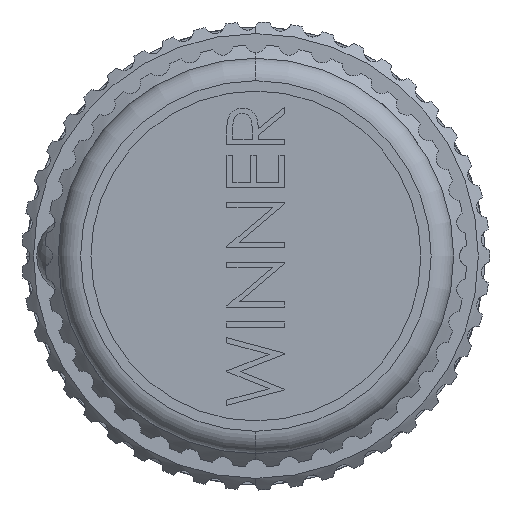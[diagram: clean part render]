
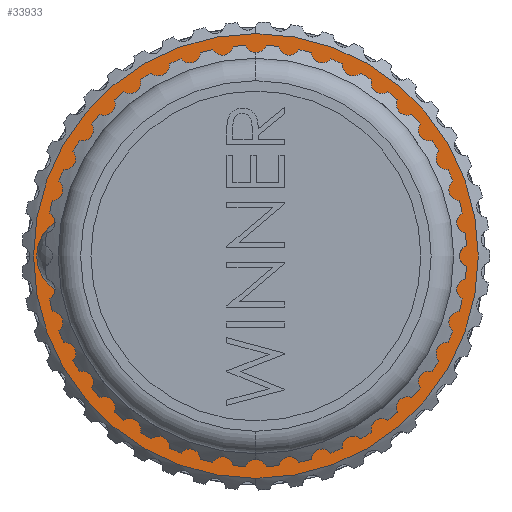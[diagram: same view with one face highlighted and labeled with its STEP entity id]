
A CAD part, left-side view. The second image highlights one B-rep face of the part: STEP entity #33933.
In plain terms, the highlighted planar face has unit normal (-1, 0, 0).
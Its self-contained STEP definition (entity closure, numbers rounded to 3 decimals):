
#138 = AXIS2_PLACEMENT_3D ( 'NONE', #37705, #37710, #37711 ) ;
#3003 = CARTESIAN_POINT ( 'NONE',  ( -17.966, 0., 8.56 ) ) ;
#3244 = CARTESIAN_POINT ( 'NONE',  ( -17.966, 0., -8.56 ) ) ;
#4078 = CARTESIAN_POINT ( 'NONE',  ( -17.966, 0., -15.3 ) ) ;
#4084 = CARTESIAN_POINT ( 'NONE',  ( -17.966, 0., 15.3 ) ) ;
#5167 = CARTESIAN_POINT ( 'NONE',  ( -17.966, 0., 0. ) ) ;
#5168 = DIRECTION ( 'NONE',  ( -1., 0., 0. ) ) ;
#5169 = DIRECTION ( 'NONE',  ( 0., 0., 1. ) ) ;
#5171 = CARTESIAN_POINT ( 'NONE',  ( -17.966, 0., 0. ) ) ;
#5172 = DIRECTION ( 'NONE',  ( -1., 0., 0. ) ) ;
#5173 = DIRECTION ( 'NONE',  ( 0., 0., 1. ) ) ;
#14726 = CIRCLE ( 'NONE', #28411, 8.56 ) ;
#14727 = CIRCLE ( 'NONE', #28414, 15.3 ) ;
#14968 = EDGE_CURVE ( 'NONE', #31870, #31883, #22434, .T. ) ;
#15416 = EDGE_CURVE ( 'NONE', #36389, #36214, #23256, .T. ) ;
#16906 = DIRECTION ( 'NONE',  ( 0., 0., 1. ) ) ;
#16907 = DIRECTION ( 'NONE',  ( -1., 0., 0. ) ) ;
#16908 = CARTESIAN_POINT ( 'NONE',  ( -17.966, 0., 0. ) ) ;
#19520 = ORIENTED_EDGE ( 'NONE', *, *, #27169, .F. ) ;
#19521 = ORIENTED_EDGE ( 'NONE', *, *, #15416, .F. ) ;
#19523 = ORIENTED_EDGE ( 'NONE', *, *, #27173, .T. ) ;
#19525 = ORIENTED_EDGE ( 'NONE', *, *, #14968, .T. ) ;
#20237 = DIRECTION ( 'NONE',  ( 0., 0., 1. ) ) ;
#20238 = DIRECTION ( 'NONE',  ( -1., 0., 0. ) ) ;
#20239 = CARTESIAN_POINT ( 'NONE',  ( -17.966, 0., 0. ) ) ;
#21475 = EDGE_LOOP ( 'NONE', ( #19520, #19521 ) ) ;
#21558 = EDGE_LOOP ( 'NONE', ( #19523, #19525 ) ) ;
#22434 = CIRCLE ( 'NONE', #27884, 15.3 ) ;
#23256 = CIRCLE ( 'NONE', #27911, 8.56 ) ;
#27169 = EDGE_CURVE ( 'NONE', #36214, #36389, #14726, .T. ) ;
#27173 = EDGE_CURVE ( 'NONE', #31883, #31870, #14727, .T. ) ;
#27884 = AXIS2_PLACEMENT_3D ( 'NONE', #20239, #20238, #20237 ) ;
#27911 = AXIS2_PLACEMENT_3D ( 'NONE', #16908, #16907, #16906 ) ;
#28411 = AXIS2_PLACEMENT_3D ( 'NONE', #5167, #5168, #5169 ) ;
#28414 = AXIS2_PLACEMENT_3D ( 'NONE', #5171, #5172, #5173 ) ;
#31870 = VERTEX_POINT ( 'NONE', #4084 ) ;
#31883 = VERTEX_POINT ( 'NONE', #4078 ) ;
#32924 = FACE_BOUND ( 'NONE', #21475, .T. ) ;
#32930 = FACE_OUTER_BOUND ( 'NONE', #21558, .T. ) ;
#33933 = ADVANCED_FACE ( 'NONE', ( #32924, #32930 ), #37708, .T. ) ;
#36214 = VERTEX_POINT ( 'NONE', #3003 ) ;
#36389 = VERTEX_POINT ( 'NONE', #3244 ) ;
#37705 = CARTESIAN_POINT ( 'NONE',  ( -17.966, 0., 0. ) ) ;
#37708 = PLANE ( 'NONE',  #138 ) ;
#37710 = DIRECTION ( 'NONE',  ( -1., 0., 0. ) ) ;
#37711 = DIRECTION ( 'NONE',  ( 0., 0., 1. ) ) ;
